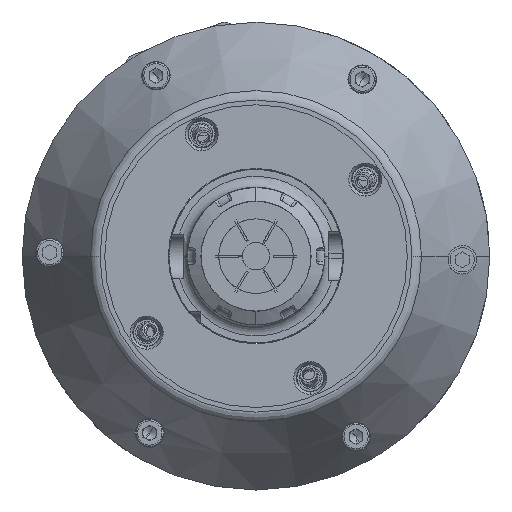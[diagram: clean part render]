
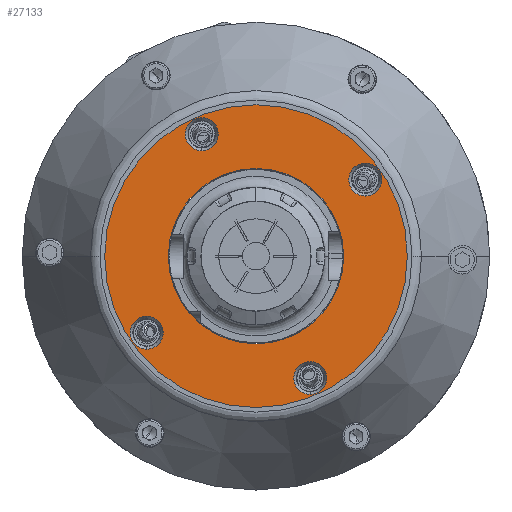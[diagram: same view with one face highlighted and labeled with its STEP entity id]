
A CAD part, left-side view. The second image highlights one B-rep face of the part: STEP entity #27133.
In plain terms, the highlighted planar face has unit normal (-1, 0, 0).
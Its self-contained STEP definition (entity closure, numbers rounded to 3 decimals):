
#99 = CARTESIAN_POINT ( 'NONE',  ( 4., 0., 55. ) ) ;
#114 = CARTESIAN_POINT ( 'NONE',  ( 4., 0., -55. ) ) ;
#259 = DIRECTION ( 'NONE',  ( 0., 0., 1. ) ) ;
#260 = DIRECTION ( 'NONE',  ( -1., 0., 0. ) ) ;
#261 = CARTESIAN_POINT ( 'NONE',  ( 4., 39.729, -27.818 ) ) ;
#262 = AXIS2_PLACEMENT_3D ( 'NONE', #261, #260, #259 ) ;
#278 = CIRCLE ( 'NONE', #262, 6. ) ;
#9434 = DIRECTION ( 'NONE',  ( 0., 0., 1. ) ) ;
#9435 = DIRECTION ( 'NONE',  ( -1., 0., 0. ) ) ;
#9436 = AXIS2_PLACEMENT_3D ( 'NONE', #9437, #9435, #9434 ) ;
#9437 = CARTESIAN_POINT ( 'NONE',  ( 4., -39.729, 27.818 ) ) ;
#9438 = CARTESIAN_POINT ( 'NONE',  ( 4., 0., 31.85 ) ) ;
#9464 = CIRCLE ( 'NONE', #9436, 6. ) ;
#9476 = CARTESIAN_POINT ( 'NONE',  ( 4., 0., 0. ) ) ;
#9485 = CIRCLE ( 'NONE', #9507, 31.85 ) ;
#9497 = CIRCLE ( 'NONE', #9614, 31.85 ) ;
#9498 = CARTESIAN_POINT ( 'NONE',  ( 4., 19.727, 50.307 ) ) ;
#9505 = DIRECTION ( 'NONE',  ( 0., 0., -1. ) ) ;
#9506 = DIRECTION ( 'NONE',  ( 1., 0., 0. ) ) ;
#9507 = AXIS2_PLACEMENT_3D ( 'NONE', #9476, #9506, #9505 ) ;
#9550 = CARTESIAN_POINT ( 'NONE',  ( 4., 39.729, -33.818 ) ) ;
#9605 = DIRECTION ( 'NONE',  ( 0., 0., -1. ) ) ;
#9606 = DIRECTION ( 'NONE',  ( 1., 0., 0. ) ) ;
#9613 = CARTESIAN_POINT ( 'NONE',  ( 4., 0., 0. ) ) ;
#9614 = AXIS2_PLACEMENT_3D ( 'NONE', #9613, #9606, #9605 ) ;
#9644 = CARTESIAN_POINT ( 'NONE',  ( 4., -39.729, 33.818 ) ) ;
#9647 = CARTESIAN_POINT ( 'NONE',  ( 4., 39.729, -21.818 ) ) ;
#9677 = DIRECTION ( 'NONE',  ( 0., 0., 1. ) ) ;
#9678 = DIRECTION ( 'NONE',  ( -1., 0., 0. ) ) ;
#9679 = CARTESIAN_POINT ( 'NONE',  ( 4., 55., 0. ) ) ;
#9683 = FACE_BOUND ( 'NONE', #20203, .T. ) ;
#9684 = FACE_BOUND ( 'NONE', #20358, .T. ) ;
#9685 = PLANE ( 'NONE',  #9701 ) ;
#9699 = FACE_BOUND ( 'NONE', #20542, .T. ) ;
#9701 = AXIS2_PLACEMENT_3D ( 'NONE', #9679, #9678, #9677 ) ;
#9702 = FACE_BOUND ( 'NONE', #20207, .T. ) ;
#9704 = FACE_OUTER_BOUND ( 'NONE', #20232, .T. ) ;
#9717 = DIRECTION ( 'NONE',  ( -1., 0., 0. ) ) ;
#9718 = DIRECTION ( 'NONE',  ( 0., 0., 1. ) ) ;
#9720 = CARTESIAN_POINT ( 'NONE',  ( 4., 39.729, -27.818 ) ) ;
#9729 = AXIS2_PLACEMENT_3D ( 'NONE', #9720, #9717, #9718 ) ;
#9734 = CIRCLE ( 'NONE', #9729, 6. ) ;
#9784 = CARTESIAN_POINT ( 'NONE',  ( 4., -19.727, -50.307 ) ) ;
#9806 = FACE_BOUND ( 'NONE', #27074, .T. ) ;
#9829 = CARTESIAN_POINT ( 'NONE',  ( 4., -19.727, -38.307 ) ) ;
#19542 = VERTEX_POINT ( 'NONE', #44703 ) ;
#19547 = EDGE_CURVE ( 'NONE', #19542, #27206, #44707, .T. ) ;
#20011 = ORIENTED_EDGE ( 'NONE', *, *, #27026, .T. ) ;
#20019 = ORIENTED_EDGE ( 'NONE', *, *, #27011, .T. ) ;
#20022 = ORIENTED_EDGE ( 'NONE', *, *, #20259, .F. ) ;
#20071 = VERTEX_POINT ( 'NONE', #45774 ) ;
#20088 = EDGE_CURVE ( 'NONE', #20217, #27021, #45696, .T. ) ;
#20176 = EDGE_CURVE ( 'NONE', #27113, #27148, #45866, .T. ) ;
#20203 = EDGE_LOOP ( 'NONE', ( #20019, #20011 ) ) ;
#20205 = ORIENTED_EDGE ( 'NONE', *, *, #27189, .F. ) ;
#20207 = EDGE_LOOP ( 'NONE', ( #20254, #20252 ) ) ;
#20209 = ORIENTED_EDGE ( 'NONE', *, *, #20214, .F. ) ;
#20214 = EDGE_CURVE ( 'NONE', #27148, #27113, #45954, .T. ) ;
#20217 = VERTEX_POINT ( 'NONE', #45957 ) ;
#20232 = EDGE_LOOP ( 'NONE', ( #20238, #20233 ) ) ;
#20233 = ORIENTED_EDGE ( 'NONE', *, *, #20246, .F. ) ;
#20238 = ORIENTED_EDGE ( 'NONE', *, *, #20247, .F. ) ;
#20246 = EDGE_CURVE ( 'NONE', #20357, #20355, #45940, .T. ) ;
#20247 = EDGE_CURVE ( 'NONE', #20355, #20357, #45826, .T. ) ;
#20251 = ORIENTED_EDGE ( 'NONE', *, *, #20176, .F. ) ;
#20252 = ORIENTED_EDGE ( 'NONE', *, *, #19547, .F. ) ;
#20253 = ORIENTED_EDGE ( 'NONE', *, *, #20088, .F. ) ;
#20254 = ORIENTED_EDGE ( 'NONE', *, *, #27073, .F. ) ;
#20259 = EDGE_CURVE ( 'NONE', #27021, #20217, #46177, .T. ) ;
#20355 = VERTEX_POINT ( 'NONE', #114 ) ;
#20357 = VERTEX_POINT ( 'NONE', #99 ) ;
#20358 = EDGE_LOOP ( 'NONE', ( #20022, #20253 ) ) ;
#20501 = EDGE_CURVE ( 'NONE', #27185, #26988, #278, .T. ) ;
#20542 = EDGE_LOOP ( 'NONE', ( #20251, #20209 ) ) ;
#26988 = VERTEX_POINT ( 'NONE', #9550 ) ;
#27011 = EDGE_CURVE ( 'NONE', #20071, #27083, #9485, .T. ) ;
#27021 = VERTEX_POINT ( 'NONE', #9498 ) ;
#27026 = EDGE_CURVE ( 'NONE', #27083, #20071, #9497, .T. ) ;
#27064 = ORIENTED_EDGE ( 'NONE', *, *, #20501, .F. ) ;
#27073 = EDGE_CURVE ( 'NONE', #27206, #19542, #9464, .T. ) ;
#27074 = EDGE_LOOP ( 'NONE', ( #27064, #20205 ) ) ;
#27083 = VERTEX_POINT ( 'NONE', #9438 ) ;
#27113 = VERTEX_POINT ( 'NONE', #9829 ) ;
#27133 = ADVANCED_FACE ( 'NONE', ( #9806, #9702, #9699, #9684, #9683, #9704 ), #9685, .T. ) ;
#27148 = VERTEX_POINT ( 'NONE', #9784 ) ;
#27185 = VERTEX_POINT ( 'NONE', #9647 ) ;
#27189 = EDGE_CURVE ( 'NONE', #26988, #27185, #9734, .T. ) ;
#27206 = VERTEX_POINT ( 'NONE', #9644 ) ;
#44695 = DIRECTION ( 'NONE',  ( 0., 0., 1. ) ) ;
#44696 = DIRECTION ( 'NONE',  ( -1., 0., 0. ) ) ;
#44697 = CARTESIAN_POINT ( 'NONE',  ( 4., -39.729, 27.818 ) ) ;
#44698 = AXIS2_PLACEMENT_3D ( 'NONE', #44697, #44696, #44695 ) ;
#44703 = CARTESIAN_POINT ( 'NONE',  ( 4., -39.729, 21.818 ) ) ;
#44707 = CIRCLE ( 'NONE', #44698, 6. ) ;
#45674 = AXIS2_PLACEMENT_3D ( 'NONE', #45727, #46172, #46171 ) ;
#45689 = DIRECTION ( 'NONE',  ( 0., 0., 1. ) ) ;
#45690 = DIRECTION ( 'NONE',  ( -1., 0., 0. ) ) ;
#45696 = CIRCLE ( 'NONE', #45743, 6. ) ;
#45698 = CARTESIAN_POINT ( 'NONE',  ( 4., 19.727, 44.307 ) ) ;
#45727 = CARTESIAN_POINT ( 'NONE',  ( 4., 0., 0. ) ) ;
#45743 = AXIS2_PLACEMENT_3D ( 'NONE', #45698, #45690, #45689 ) ;
#45774 = CARTESIAN_POINT ( 'NONE',  ( 4., 0., -31.85 ) ) ;
#45819 = DIRECTION ( 'NONE',  ( 0., 0., -1. ) ) ;
#45820 = CARTESIAN_POINT ( 'NONE',  ( 4., 0., 0. ) ) ;
#45822 = DIRECTION ( 'NONE',  ( 1., 0., 0. ) ) ;
#45826 = CIRCLE ( 'NONE', #45674, 55. ) ;
#45830 = AXIS2_PLACEMENT_3D ( 'NONE', #45820, #45822, #45819 ) ;
#45849 = DIRECTION ( 'NONE',  ( 0., 0., 1. ) ) ;
#45856 = AXIS2_PLACEMENT_3D ( 'NONE', #45860, #45862, #45849 ) ;
#45860 = CARTESIAN_POINT ( 'NONE',  ( 4., -19.727, -44.307 ) ) ;
#45862 = DIRECTION ( 'NONE',  ( -1., 0., 0. ) ) ;
#45866 = CIRCLE ( 'NONE', #45856, 6. ) ;
#45940 = CIRCLE ( 'NONE', #45830, 55. ) ;
#45950 = DIRECTION ( 'NONE',  ( 0., 0., 1. ) ) ;
#45951 = DIRECTION ( 'NONE',  ( -1., 0., 0. ) ) ;
#45952 = CARTESIAN_POINT ( 'NONE',  ( 4., -19.727, -44.307 ) ) ;
#45953 = AXIS2_PLACEMENT_3D ( 'NONE', #45952, #45951, #45950 ) ;
#45954 = CIRCLE ( 'NONE', #45953, 6. ) ;
#45957 = CARTESIAN_POINT ( 'NONE',  ( 4., 19.727, 38.307 ) ) ;
#46081 = CARTESIAN_POINT ( 'NONE',  ( 4., 19.727, 44.307 ) ) ;
#46109 = DIRECTION ( 'NONE',  ( 0., 0., 1. ) ) ;
#46110 = AXIS2_PLACEMENT_3D ( 'NONE', #46081, #46113, #46109 ) ;
#46113 = DIRECTION ( 'NONE',  ( -1., 0., 0. ) ) ;
#46171 = DIRECTION ( 'NONE',  ( 0., 0., -1. ) ) ;
#46172 = DIRECTION ( 'NONE',  ( 1., 0., 0. ) ) ;
#46177 = CIRCLE ( 'NONE', #46110, 6. ) ;
